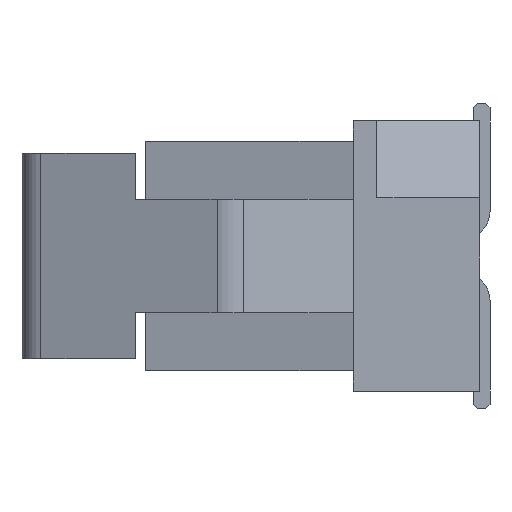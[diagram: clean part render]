
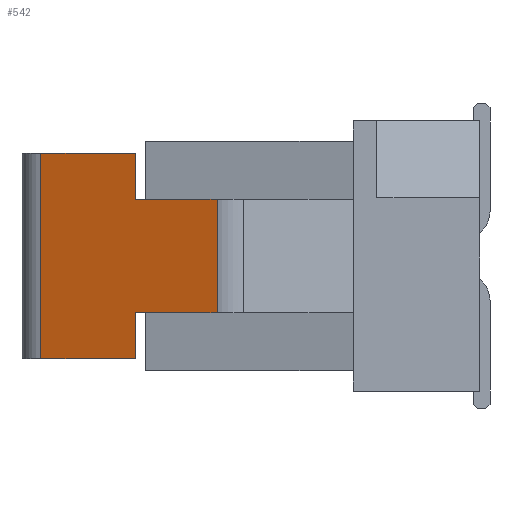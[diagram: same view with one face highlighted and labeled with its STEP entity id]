
A CAD part, left-side view. The second image highlights one B-rep face of the part: STEP entity #542.
In plain terms, the highlighted planar face has unit normal (-0.94, 0.342, 0).
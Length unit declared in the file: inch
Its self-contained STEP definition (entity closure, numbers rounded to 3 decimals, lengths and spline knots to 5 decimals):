
#542 = ADVANCED_FACE( '', ( #1350 ), #1351, .F. );
#1350 = FACE_OUTER_BOUND( '', #2441, .T. );
#1351 = PLANE( '', #2442 );
#2441 = EDGE_LOOP( '', ( #3811, #3812, #3813, #3814, #3815, #3816, #3817, #3818 ) );
#2442 = AXIS2_PLACEMENT_3D( '', #3819, #3820, #3821 );
#3811 = ORIENTED_EDGE( '', *, *, #7165, .T. );
#3812 = ORIENTED_EDGE( '', *, *, #7148, .T. );
#3813 = ORIENTED_EDGE( '', *, *, #7166, .F. );
#3814 = ORIENTED_EDGE( '', *, *, #7041, .T. );
#3815 = ORIENTED_EDGE( '', *, *, #7167, .F. );
#3816 = ORIENTED_EDGE( '', *, *, #7168, .F. );
#3817 = ORIENTED_EDGE( '', *, *, #7169, .F. );
#3818 = ORIENTED_EDGE( '', *, *, #6990, .F. );
#3819 = CARTESIAN_POINT( '', ( -0.39971, 0.42658, 0.055 ) );
#3820 = DIRECTION( '', ( 0.94, -0.342, 0. ) );
#3821 = DIRECTION( '', ( 0.342, 0.94, 0. ) );
#6990 = EDGE_CURVE( '', #8468, #8469, #8470, .T. );
#7041 = EDGE_CURVE( '', #8553, #8560, #8562, .T. );
#7148 = EDGE_CURVE( '', #8744, #8745, #8746, .T. );
#7165 = EDGE_CURVE( '', #8468, #8744, #8772, .T. );
#7166 = EDGE_CURVE( '', #8553, #8745, #8773, .T. );
#7167 = EDGE_CURVE( '', #8774, #8560, #8775, .T. );
#7168 = EDGE_CURVE( '', #8776, #8774, #8777, .T. );
#7169 = EDGE_CURVE( '', #8469, #8776, #8778, .T. );
#8468 = VERTEX_POINT( '', #10631 );
#8469 = VERTEX_POINT( '', #10632 );
#8470 = LINE( '', #10633, #10634 );
#8553 = VERTEX_POINT( '', #10748 );
#8560 = VERTEX_POINT( '', #10759 );
#8562 = LINE( '', #10761, #10762 );
#8744 = VERTEX_POINT( '', #11017 );
#8745 = VERTEX_POINT( '', #11018 );
#8746 = LINE( '', #11019, #11020 );
#8772 = LINE( '', #11056, #11057 );
#8773 = LINE( '', #11058, #11059 );
#8774 = VERTEX_POINT( '', #11060 );
#8775 = LINE( '', #11061, #11062 );
#8776 = VERTEX_POINT( '', #11063 );
#8777 = LINE( '', #11064, #11065 );
#8778 = LINE( '', #11066, #11067 );
#10631 = CARTESIAN_POINT( '', ( -0.39971, 0.42658, 0.1 ) );
#10632 = CARTESIAN_POINT( '', ( -0.43304, 0.335, 0.1 ) );
#10633 = CARTESIAN_POINT( '', ( -0.39971, 0.42658, 0.1 ) );
#10634 = VECTOR( '', #13515, 39.37008 );
#10748 = CARTESIAN_POINT( '', ( -0.43304, 0.335, -0.055 ) );
#10759 = CARTESIAN_POINT( '', ( -0.46203, 0.25534, -0.055 ) );
#10761 = CARTESIAN_POINT( '', ( -0.39971, 0.42658, -0.055 ) );
#10762 = VECTOR( '', #13575, 39.37008 );
#11017 = CARTESIAN_POINT( '', ( -0.39971, 0.42658, -0.1 ) );
#11018 = CARTESIAN_POINT( '', ( -0.43304, 0.335, -0.1 ) );
#11019 = CARTESIAN_POINT( '', ( -0.39971, 0.42658, -0.1 ) );
#11020 = VECTOR( '', #13688, 39.37008 );
#11056 = CARTESIAN_POINT( '', ( -0.39971, 0.42658, 0.055 ) );
#11057 = VECTOR( '', #13708, 39.37008 );
#11058 = CARTESIAN_POINT( '', ( -0.43304, 0.335, 0.1 ) );
#11059 = VECTOR( '', #13709, 39.37008 );
#11060 = CARTESIAN_POINT( '', ( -0.46203, 0.25534, 0.055 ) );
#11061 = CARTESIAN_POINT( '', ( -0.46203, 0.25534, 0.055 ) );
#11062 = VECTOR( '', #13710, 39.37008 );
#11063 = CARTESIAN_POINT( '', ( -0.43304, 0.335, 0.055 ) );
#11064 = CARTESIAN_POINT( '', ( -0.39971, 0.42658, 0.055 ) );
#11065 = VECTOR( '', #13711, 39.37008 );
#11066 = CARTESIAN_POINT( '', ( -0.43304, 0.335, 0.1 ) );
#11067 = VECTOR( '', #13712, 39.37008 );
#13515 = DIRECTION( '', ( -0.342, -0.94, 0. ) );
#13575 = DIRECTION( '', ( -0.342, -0.94, 0. ) );
#13688 = DIRECTION( '', ( -0.342, -0.94, 0. ) );
#13708 = DIRECTION( '', ( 0., 0., -1. ) );
#13709 = DIRECTION( '', ( 0., 0., -1. ) );
#13710 = DIRECTION( '', ( 0., 0., -1. ) );
#13711 = DIRECTION( '', ( -0.342, -0.94, 0. ) );
#13712 = DIRECTION( '', ( 0., 0., -1. ) );
